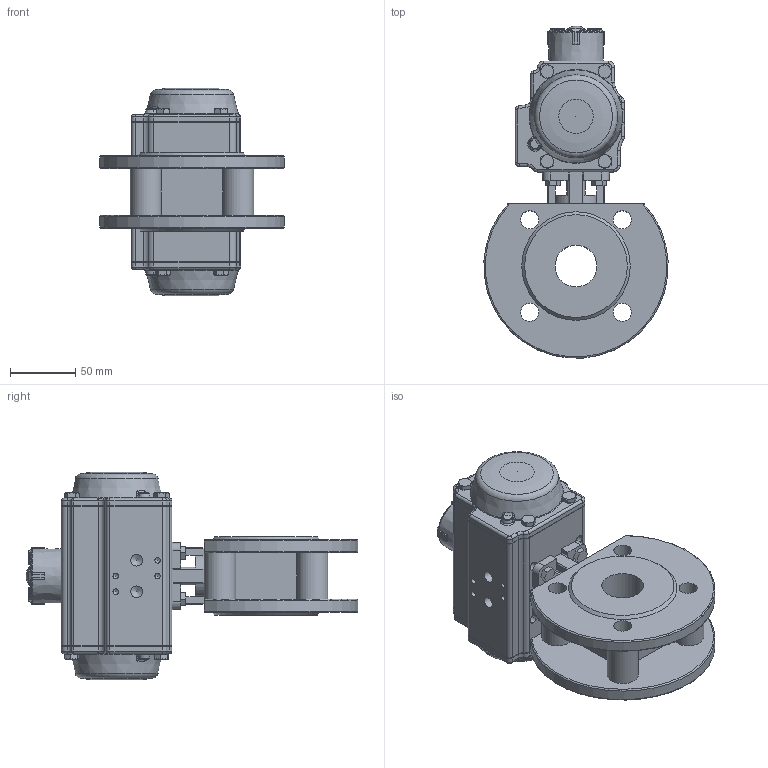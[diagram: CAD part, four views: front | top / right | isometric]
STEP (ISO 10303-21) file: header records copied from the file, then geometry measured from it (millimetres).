
FILE_DESCRIPTION(/* description */ ('Unknown','CAx-IF Rec.Pracs.---Representation and Presentation of Product Manufacturing Information (PMI)---4.0---2014-10-13','CAx-IF Rec.Pracs.---3D Tessellated Geometry---0.4---2014-09-14','2;1'),/* implementation_level */ '2;1');
FILE_NAME(/* name */ 'DW03 0931_0932-07',/* time_stamp */ '2023-09-11T13:22:49+02:00',/* author */ ('Unknown'),/* organization */ ('Unknown'),/* preprocessor_version */ 'ST-DEVELOPER v18.102',/* originating_system */ 'Solid Edge',/* authorisation */ 'Unknown');
FILE_SCHEMA (('AP242_MANAGED_MODEL_BASED_3D_ENGINEERING_MIM_LF { 1 0 10303 442 1 1 4 }'));
Length unit declared in the file: millimetre
Products named in the file (10): DW03 0932-07; 8.440.032; DIN558_M_6x16.1.3; DW03_FR02_(DW36_FR26); KP-63; hexagon head bolts--product grade c gb_GB_FASTENER_BOLT_HHBC M6X30-N; cup head nib bolts with large head gb_GB_FASTENER_BOLT_CHNBW M6X25-N; _____________; ________(___________; ______
Assembly tree (21 placements, depth 3):
  DW03 0932-07
    8.440.032
    DIN558_M_6x16.1.3  x4
    DW03_FR02_(DW36_FR26)
      KP-63
      hexagon head bolts--product grade c gb_GB_FASTENER_BOLT_HHBC M6X30-N  x8
      cup head nib bolts with large head gb_GB_FASTENER_BOLT_CHNBW M6X25-N
      _____________  x2
      ________(___________  x2
      ______
Bounding box: 140.79 x 253.85 x 159 mm (x, y, z)
Volume: 1363077.9 mm3; surface area: 174562.5 mm2
Topology: 20 solids, 21 shells, 1091 faces, 2624 edges, 1594 vertices
Faces by surface type: plane 390, cylinder 334, cone 137, bspline 121, torus 98, sphere 11
Full cylindrical faces by diameter (mm): 2.325 x2, 3 x16, 3.3 x8, 4.2 x8, 4.66 x1, 5 x13, 6 x13, 6.2 x1, 6.8 x4, 8.8 x2, 13.835 x4, 14 x1, 14.2 x1, 15.5 x1, 15.8 x1, 20.2 x1, 21.8 x1, 25.5 x1, 28 x1, 32 x1, 33.6 x1, 38.5 x1
Entity records: 26397 total; most frequent: CARTESIAN_POINT 7515, DIRECTION 3739, ORIENTED_EDGE 3514, EDGE_CURVE 1757, AXIS2_PLACEMENT_3D 1476, VERTEX_POINT 1161, FACE_BOUND 980, EDGE_LOOP 955
